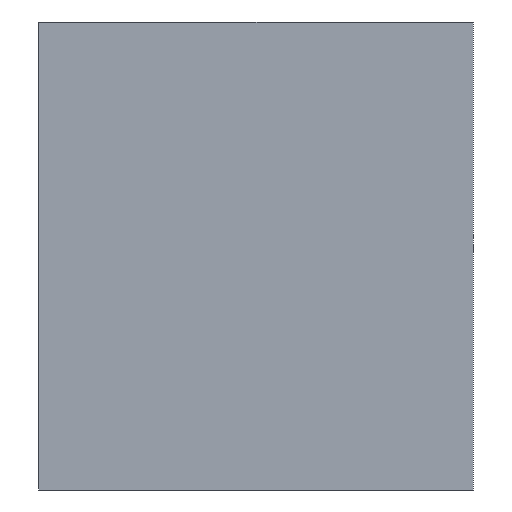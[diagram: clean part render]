
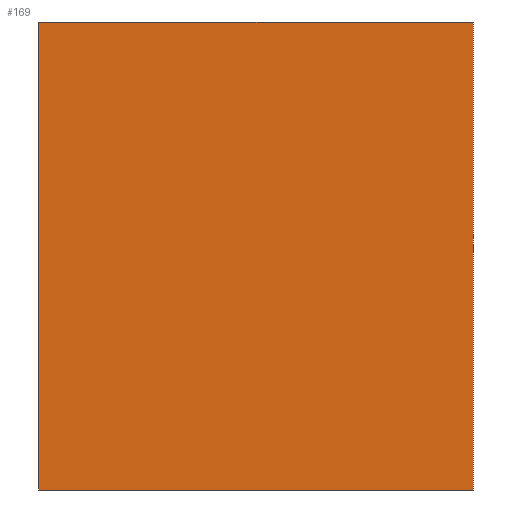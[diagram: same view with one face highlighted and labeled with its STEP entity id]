
A CAD part, left-side view. The second image highlights one B-rep face of the part: STEP entity #169.
In plain terms, the highlighted free-form (B-spline) face has degree [1, 1] with [2, 2] control points.
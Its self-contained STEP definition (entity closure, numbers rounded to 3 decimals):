
#45 = VERTEX_POINT('',#46);
#46 = CARTESIAN_POINT('',(-43.175,70.159,37.778
    ));
#51 = EDGE_CURVE('',#45,#52,#54,.T.);
#52 = VERTEX_POINT('',#53);
#53 = CARTESIAN_POINT('',(-43.175,0.,37.778));
#54 = B_SPLINE_CURVE_WITH_KNOTS('',1,(#55,#56),.UNSPECIFIED.,.F.,.F.,(2,
    2),(-0.,65.),.PIECEWISE_BEZIER_KNOTS.);
#55 = CARTESIAN_POINT('',(-43.175,70.159,37.778
    ));
#56 = CARTESIAN_POINT('',(-43.175,0.,37.778));
#153 = VERTEX_POINT('',#154);
#154 = CARTESIAN_POINT('',(-43.175,70.159,
    -37.778));
#159 = EDGE_CURVE('',#153,#45,#160,.T.);
#160 = B_SPLINE_CURVE_WITH_KNOTS('',1,(#161,#162),.UNSPECIFIED.,.F.,.F.,
  (2,2),(0.,70.),.PIECEWISE_BEZIER_KNOTS.);
#161 = CARTESIAN_POINT('',(-43.175,70.159,
    -37.778));
#162 = CARTESIAN_POINT('',(-43.175,70.159,
    37.778));
#169 = ADVANCED_FACE('',(#170),#186,.F.);
#170 = FACE_BOUND('',#171,.T.);
#171 = EDGE_LOOP('',(#172,#179,#180,#181));
#172 = ORIENTED_EDGE('',*,*,#173,.T.);
#173 = EDGE_CURVE('',#174,#52,#176,.T.);
#174 = VERTEX_POINT('',#175);
#175 = CARTESIAN_POINT('',(-43.175,0.,-37.778));
#176 = B_SPLINE_CURVE_WITH_KNOTS('',1,(#177,#178),.UNSPECIFIED.,.F.,.F.,
  (2,2),(0.,70.),.PIECEWISE_BEZIER_KNOTS.);
#177 = CARTESIAN_POINT('',(-43.175,0.,-37.778));
#178 = CARTESIAN_POINT('',(-43.175,0.,37.778));
#179 = ORIENTED_EDGE('',*,*,#51,.F.);
#180 = ORIENTED_EDGE('',*,*,#159,.F.);
#181 = ORIENTED_EDGE('',*,*,#182,.T.);
#182 = EDGE_CURVE('',#153,#174,#183,.T.);
#183 = B_SPLINE_CURVE_WITH_KNOTS('',1,(#184,#185),.UNSPECIFIED.,.F.,.F.,
  (2,2),(-0.,65.),.PIECEWISE_BEZIER_KNOTS.);
#184 = CARTESIAN_POINT('',(-43.175,70.159,
    -37.778));
#185 = CARTESIAN_POINT('',(-43.175,0.,-37.778));
#186 = B_SPLINE_SURFACE_WITH_KNOTS('',1,1,(
    (#187,#188)
    ,(#189,#190
    )),.UNSPECIFIED.,.F.,.F.,.F.,(2,2),(2,2),(-70.,0.),(-65.,0.),
  .PIECEWISE_BEZIER_KNOTS.);
#187 = CARTESIAN_POINT('',(-43.175,0.,37.778));
#188 = CARTESIAN_POINT('',(-43.175,70.159,
    37.778));
#189 = CARTESIAN_POINT('',(-43.175,0.,-37.778));
#190 = CARTESIAN_POINT('',(-43.175,70.159,
    -37.778));
